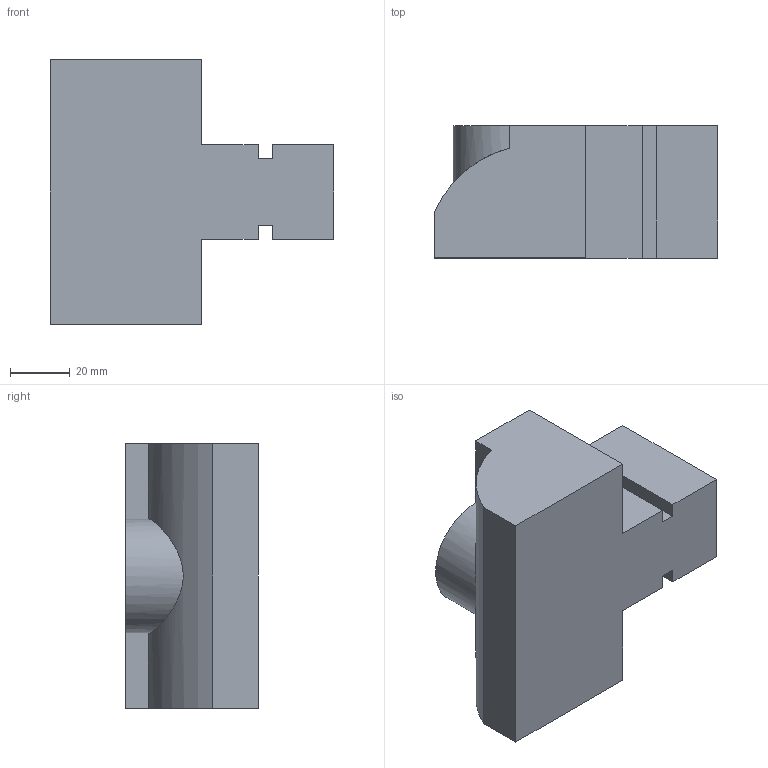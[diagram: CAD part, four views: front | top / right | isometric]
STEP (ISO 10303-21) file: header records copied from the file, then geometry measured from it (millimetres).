
FILE_DESCRIPTION(/* description */ (''),/* implementation_level */ '2;1');
FILE_NAME(/* name */ 'Pieza6-Tarea1.stp',/* time_stamp */ '2024-02-21T19:26:54-06:00',/* author */ ('Diegolap'),/* organization */ (''),/* preprocessor_version */ 'ST-DEVELOPER v19.2',/* originating_system */ 'Autodesk Inventor 2024',/* authorisation */ '');
FILE_SCHEMA (('AUTOMOTIVE_DESIGN { 1 0 10303 214 3 1 1 }'));
Length unit declared in the file: inch
Products named in the file (1): Pieza6-Tarea1
Bounding box: 95.25 x 44.45 x 88.9 mm (x, y, z)
Volume: 230373.7 mm3; surface area: 28325 mm2
Topology: 1 solids, 1 shells, 24 faces, 63 edges, 42 vertices
Faces by surface type: plane 21, cylinder 3
Full cylindrical faces by diameter (mm): 19.05 x1
Entity records: 801 total; most frequent: CARTESIAN_POINT 156, ORIENTED_EDGE 126, DIRECTION 117, EDGE_CURVE 63, LINE 57, VECTOR 57, VERTEX_POINT 42, AXIS2_PLACEMENT_3D 30
